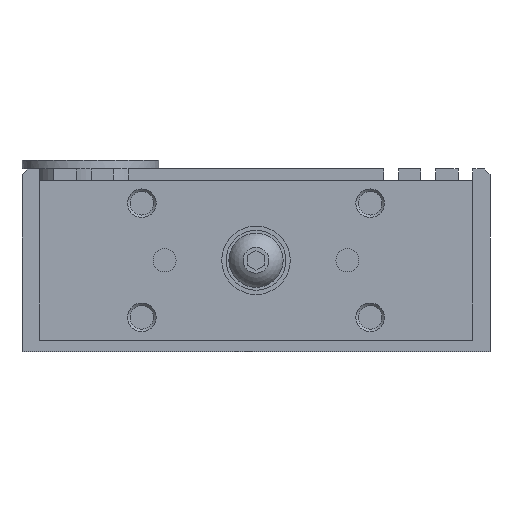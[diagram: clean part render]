
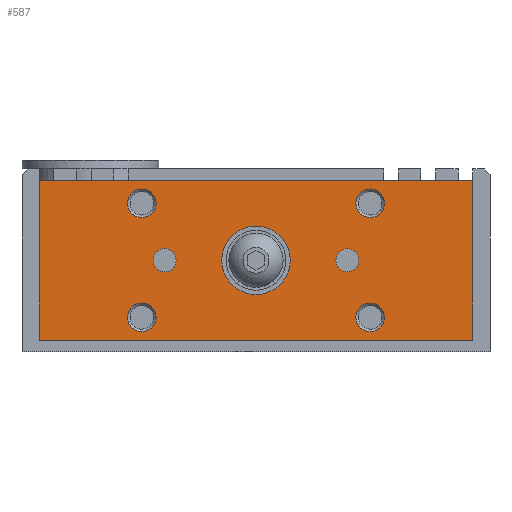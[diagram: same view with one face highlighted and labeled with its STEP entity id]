
A CAD part, left-side view. The second image highlights one B-rep face of the part: STEP entity #587.
In plain terms, the highlighted planar face has unit normal (-1, 0, 0).
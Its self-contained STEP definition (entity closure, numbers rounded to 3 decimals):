
#587 = ADVANCED_FACE( '', ( #1299, #1300, #1301, #1302, #1303, #1304, #1305, #1306 ), #1307, .F. );
#1299 = FACE_BOUND( '', #2073, .T. );
#1300 = FACE_BOUND( '', #2074, .T. );
#1301 = FACE_BOUND( '', #2075, .T. );
#1302 = FACE_BOUND( '', #2076, .T. );
#1303 = FACE_BOUND( '', #2077, .T. );
#1304 = FACE_BOUND( '', #2078, .T. );
#1305 = FACE_BOUND( '', #2079, .T. );
#1306 = FACE_OUTER_BOUND( '', #2080, .T. );
#1307 = PLANE( '', #2081 );
#2073 = EDGE_LOOP( '', ( #3583 ) );
#2074 = EDGE_LOOP( '', ( #3584 ) );
#2075 = EDGE_LOOP( '', ( #3585 ) );
#2076 = EDGE_LOOP( '', ( #3586 ) );
#2077 = EDGE_LOOP( '', ( #3587 ) );
#2078 = EDGE_LOOP( '', ( #3588 ) );
#2079 = EDGE_LOOP( '', ( #3589 ) );
#2080 = EDGE_LOOP( '', ( #3590, #3591, #3592, #3593 ) );
#2081 = AXIS2_PLACEMENT_3D( '', #3594, #3595, #3596 );
#3583 = ORIENTED_EDGE( '', *, *, #4320, .F. );
#3584 = ORIENTED_EDGE( '', *, *, #3843, .T. );
#3585 = ORIENTED_EDGE( '', *, *, #4200, .T. );
#3586 = ORIENTED_EDGE( '', *, *, #4401, .F. );
#3587 = ORIENTED_EDGE( '', *, *, #4285, .F. );
#3588 = ORIENTED_EDGE( '', *, *, #4382, .T. );
#3589 = ORIENTED_EDGE( '', *, *, #4366, .T. );
#3590 = ORIENTED_EDGE( '', *, *, #4175, .F. );
#3591 = ORIENTED_EDGE( '', *, *, #4211, .F. );
#3592 = ORIENTED_EDGE( '', *, *, #4011, .F. );
#3593 = ORIENTED_EDGE( '', *, *, #4100, .F. );
#3594 = CARTESIAN_POINT( '', ( -61., 38., 30. ) );
#3595 = DIRECTION( '', ( 1., 0., 0. ) );
#3596 = DIRECTION( '', ( 0., 0., 1. ) );
#3843 = EDGE_CURVE( '', #4452, #4452, #4453, .T. );
#4011 = EDGE_CURVE( '', #4740, #4742, #4743, .T. );
#4100 = EDGE_CURVE( '', #4880, #4740, #4882, .T. );
#4175 = EDGE_CURVE( '', #4995, #4880, #4997, .T. );
#4200 = EDGE_CURVE( '', #5031, #5031, #5032, .T. );
#4211 = EDGE_CURVE( '', #4742, #4995, #5047, .T. );
#4285 = EDGE_CURVE( '', #5149, #5149, #5150, .T. );
#4320 = EDGE_CURVE( '', #5196, #5196, #5197, .T. );
#4366 = EDGE_CURVE( '', #5251, #5251, #5252, .T. );
#4382 = EDGE_CURVE( '', #5272, #5272, #5273, .T. );
#4401 = EDGE_CURVE( '', #5296, #5296, #5297, .T. );
#4452 = VERTEX_POINT( '', #5350 );
#4453 = CIRCLE( '', #5351, 2.01 );
#4740 = VERTEX_POINT( '', #5734 );
#4742 = VERTEX_POINT( '', #5737 );
#4743 = LINE( '', #5738, #5739 );
#4880 = VERTEX_POINT( '', #5914 );
#4882 = LINE( '', #5917, #5918 );
#4995 = VERTEX_POINT( '', #6066 );
#4997 = LINE( '', #6069, #6070 );
#5031 = VERTEX_POINT( '', #6125 );
#5032 = CIRCLE( '', #6126, 2.5 );
#5047 = LINE( '', #6144, #6145 );
#5149 = VERTEX_POINT( '', #6362 );
#5150 = CIRCLE( '', #6363, 2.5 );
#5196 = VERTEX_POINT( '', #6500 );
#5197 = CIRCLE( '', #6501, 2.01 );
#5251 = VERTEX_POINT( '', #6569 );
#5252 = CIRCLE( '', #6570, 6. );
#5272 = VERTEX_POINT( '', #6598 );
#5273 = CIRCLE( '', #6599, 2.5 );
#5296 = VERTEX_POINT( '', #6624 );
#5297 = CIRCLE( '', #6625, 2.5 );
#5350 = CARTESIAN_POINT( '', ( -61., -13.99, 16. ) );
#5351 = AXIS2_PLACEMENT_3D( '', #6680, #6681, #6682 );
#5734 = CARTESIAN_POINT( '', ( -61., -38., 30. ) );
#5737 = CARTESIAN_POINT( '', ( -61., -38., 2. ) );
#5738 = CARTESIAN_POINT( '', ( -61., -38., 30. ) );
#5739 = VECTOR( '', #6900, 1000. );
#5914 = CARTESIAN_POINT( '', ( -61., 38., 30. ) );
#5917 = CARTESIAN_POINT( '', ( -61., 38., 30. ) );
#5918 = VECTOR( '', #7019, 1000. );
#6066 = CARTESIAN_POINT( '', ( -61., 38., 2. ) );
#6069 = CARTESIAN_POINT( '', ( -61., 38., 2. ) );
#6070 = VECTOR( '', #7116, 1000. );
#6125 = CARTESIAN_POINT( '', ( -61., 17.5, 6. ) );
#6126 = AXIS2_PLACEMENT_3D( '', #7146, #7147, #7148 );
#6144 = CARTESIAN_POINT( '', ( -61., -38., 2. ) );
#6145 = VECTOR( '', #7161, 1000. );
#6362 = CARTESIAN_POINT( '', ( -61., 17.5, 26. ) );
#6363 = AXIS2_PLACEMENT_3D( '', #7245, #7246, #7247 );
#6500 = CARTESIAN_POINT( '', ( -61., 13.99, 16. ) );
#6501 = AXIS2_PLACEMENT_3D( '', #7286, #7287, #7288 );
#6569 = CARTESIAN_POINT( '', ( -61., 6., 16. ) );
#6570 = AXIS2_PLACEMENT_3D( '', #7324, #7325, #7326 );
#6598 = CARTESIAN_POINT( '', ( -61., -17.5, 26. ) );
#6599 = AXIS2_PLACEMENT_3D( '', #7344, #7345, #7346 );
#6624 = CARTESIAN_POINT( '', ( -61., -17.5, 6. ) );
#6625 = AXIS2_PLACEMENT_3D( '', #7361, #7362, #7363 );
#6680 = CARTESIAN_POINT( '', ( -61., -16., 16. ) );
#6681 = DIRECTION( '', ( 1., 0., 0. ) );
#6682 = DIRECTION( '', ( 0., 1., 0. ) );
#6900 = DIRECTION( '', ( 0., 0., -1. ) );
#7019 = DIRECTION( '', ( 0., -1., 0. ) );
#7116 = DIRECTION( '', ( 0., 0., 1. ) );
#7146 = CARTESIAN_POINT( '', ( -61., 20., 6. ) );
#7147 = DIRECTION( '', ( 1., 0., 0. ) );
#7148 = DIRECTION( '', ( 0., -1., 0. ) );
#7161 = DIRECTION( '', ( 0., 1., 0. ) );
#7245 = CARTESIAN_POINT( '', ( -61., 20., 26. ) );
#7246 = DIRECTION( '', ( -1., 0., 0. ) );
#7247 = DIRECTION( '', ( 0., -1., 0. ) );
#7286 = CARTESIAN_POINT( '', ( -61., 16., 16. ) );
#7287 = DIRECTION( '', ( -1., 0., 0. ) );
#7288 = DIRECTION( '', ( 0., -1., 0. ) );
#7324 = CARTESIAN_POINT( '', ( -61., 0., 16. ) );
#7325 = DIRECTION( '', ( 1., 0., 0. ) );
#7326 = DIRECTION( '', ( 0., 1., 0. ) );
#7344 = CARTESIAN_POINT( '', ( -61., -20., 26. ) );
#7345 = DIRECTION( '', ( 1., 0., 0. ) );
#7346 = DIRECTION( '', ( 0., 1., 0. ) );
#7361 = CARTESIAN_POINT( '', ( -61., -20., 6. ) );
#7362 = DIRECTION( '', ( -1., 0., 0. ) );
#7363 = DIRECTION( '', ( 0., 1., 0. ) );
